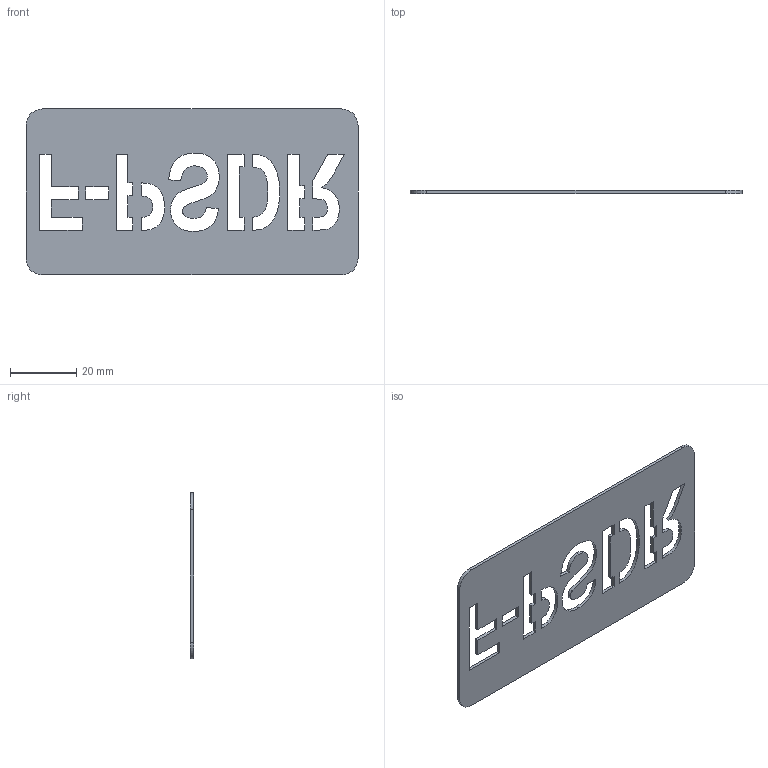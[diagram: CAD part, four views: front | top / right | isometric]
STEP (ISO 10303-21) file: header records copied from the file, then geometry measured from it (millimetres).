
FILE_DESCRIPTION (( 'STEP AP214' ), '1' );
FILE_NAME ('Alu plate.STEP', '2023-01-12T21:31:05', ( '' ), ( '' ), 'SwSTEP 2.0', 'SolidWorks 2017', '' );
FILE_SCHEMA (( 'AUTOMOTIVE_DESIGN' ));
Length unit declared in the file: millimetre
Products named in the file (1): Alu plate
Bounding box: 100 x 1 x 50 mm (x, y, z)
Volume: 4041.7 mm3; surface area: 8942.8 mm2
Topology: 1 solids, 1 shells, 95 faces, 279 edges, 186 vertices
Faces by surface type: plane 60, bspline 31, cylinder 4
Entity records: 4645 total; most frequent: CARTESIAN_POINT 2252, ORIENTED_EDGE 558, DIRECTION 355, EDGE_CURVE 279, LINE 209, VECTOR 209, VERTEX_POINT 186, EDGE_LOOP 113
